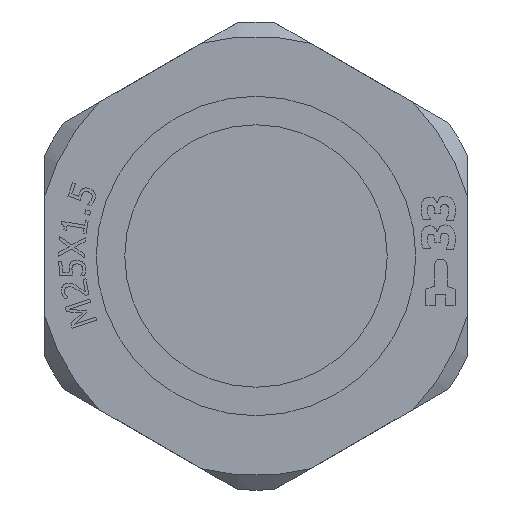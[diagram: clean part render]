
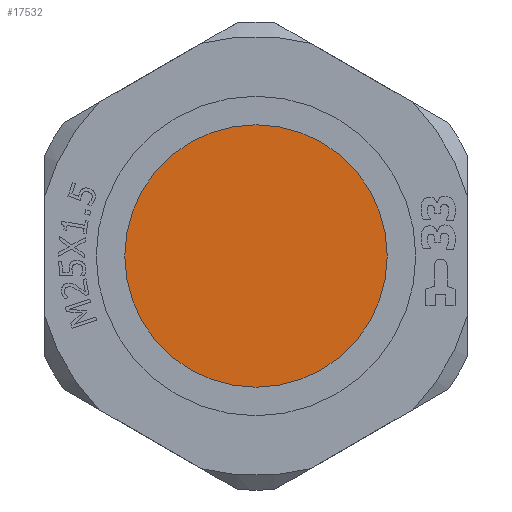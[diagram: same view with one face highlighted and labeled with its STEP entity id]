
A CAD part, front view. The second image highlights one B-rep face of the part: STEP entity #17532.
In plain terms, the highlighted planar face has unit normal (0, -1, 0).
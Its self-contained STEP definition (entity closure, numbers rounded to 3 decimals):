
#4281=PLANE('',#18504);
#5027=FACE_OUTER_BOUND('',#5974,.T.);
#5974=EDGE_LOOP('',(#12103));
#6955=CIRCLE('',#18505,10.15);
#7581=VERTEX_POINT('',#23718);
#9387=EDGE_CURVE('',#7581,#7581,#6955,.T.);
#12103=ORIENTED_EDGE('',*,*,#9387,.F.);
#17532=ADVANCED_FACE('',(#5027),#4281,.T.);
#18504=AXIS2_PLACEMENT_3D('',#23717,#19583,#19584);
#18505=AXIS2_PLACEMENT_3D('',#23719,#19585,#19586);
#19583=DIRECTION('center_axis',(0.,-1.,0.));
#19584=DIRECTION('ref_axis',(0.,0.,-1.));
#19585=DIRECTION('center_axis',(0.,1.,0.));
#19586=DIRECTION('ref_axis',(1.,0.,0.));
#23717=CARTESIAN_POINT('Origin',(-28.526,-17.773,-16.382));
#23718=CARTESIAN_POINT('',(-38.676,-17.773,-16.382));
#23719=CARTESIAN_POINT('Origin',(-28.526,-17.773,-16.382));
